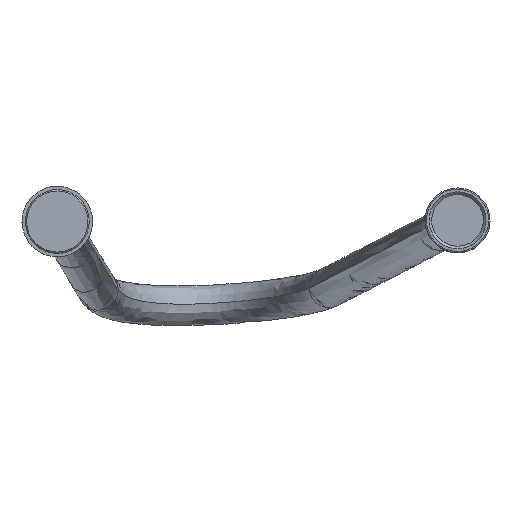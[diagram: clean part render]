
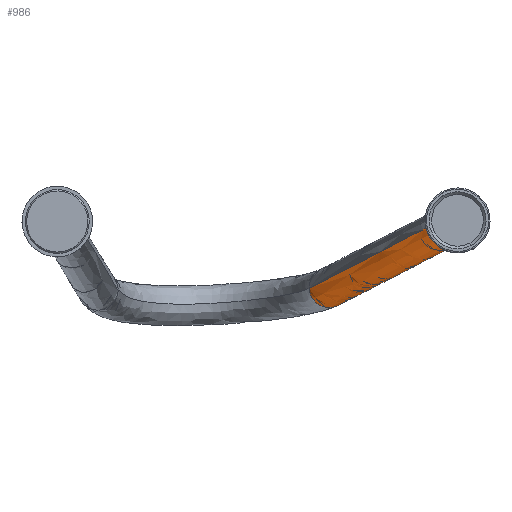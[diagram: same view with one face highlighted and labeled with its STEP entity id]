
A CAD part, top view. The second image highlights one B-rep face of the part: STEP entity #986.
In plain terms, the highlighted free-form (B-spline) face has degree [2, 2] with [5, 3] control points.
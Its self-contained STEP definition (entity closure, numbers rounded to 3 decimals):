
#361=CARTESIAN_POINT(' ',(154.694,0.307,239.6));
#362=VERTEX_POINT(' ',#361);
#401=CARTESIAN_POINT(' ',(139.906,-0.307,239.6));
#402=VERTEX_POINT(' ',#401);
#576=CARTESIAN_POINT(' ',(147.3,0.,239.6));
#581=DIRECTION(' ',(0.,0.,-1.));
#586=DIRECTION(' ',(0.999,0.041,0.));
#591=AXIS2_PLACEMENT_3D(' ',#576,#581,#586);
#596=CIRCLE('',#591,7.4);
#601=EDGE_CURVE(' ',#362,#402,#596,.T.);
#716=CARTESIAN_POINT(' ',(-3485.719,-1808.355,239.6));
#721=DIRECTION(' ',(0.445,-0.896,0.));
#726=DIRECTION(' ',(0.884,0.439,-0.161));
#731=AXIS2_PLACEMENT_3D(' ',#716,#721,#726);
#736=CIRCLE('',#731,4064.955);
#741=CARTESIAN_POINT(' ',(107.315,-23.232,-414.087));
#742=VERTEX_POINT(' ',#741);
#746=EDGE_CURVE(' ',#742,#362,#736,.T.);
#781=CARTESIAN_POINT(' ',(92.685,-23.768,-411.913));
#782=VERTEX_POINT(' ',#781);
#796=CARTESIAN_POINT(' ',(-3488.402,-1802.955,239.6));
#801=DIRECTION(' ',(0.445,-0.896,0.));
#806=DIRECTION(' ',(0.884,0.439,-0.161));
#811=AXIS2_PLACEMENT_3D(' ',#796,#801,#806);
#816=CIRCLE('',#811,4051.44);
#821=EDGE_CURVE(' ',#782,#402,#816,.T.);
#846=CARTESIAN_POINT(' ',(92.685,-23.768,-411.913));
#851=CARTESIAN_POINT(' ',(139.906,-0.307,-88.29));
#856=CARTESIAN_POINT(' ',(139.906,-0.307,239.6));
#861=CARTESIAN_POINT(' ',(93.027,-31.144,-411.428));
#866=CARTESIAN_POINT(' ',(140.213,-7.7,-88.046));
#871=CARTESIAN_POINT(' ',(140.213,-7.7,239.6));
#876=CARTESIAN_POINT(' ',(100.342,-30.876,-412.515));
#881=CARTESIAN_POINT(' ',(147.607,-7.394,-88.593));
#886=CARTESIAN_POINT(' ',(147.607,-7.394,239.6));
#891=CARTESIAN_POINT(' ',(107.657,-30.609,-413.602));
#896=CARTESIAN_POINT(' ',(155.,-7.087,-89.14));
#901=CARTESIAN_POINT(' ',(155.,-7.087,239.6));
#906=CARTESIAN_POINT(' ',(107.315,-23.232,-414.087));
#911=CARTESIAN_POINT(' ',(154.694,0.307,-89.384));
#916=CARTESIAN_POINT(' ',(154.694,0.307,239.6));
#921=(BOUNDED_SURFACE()B_SPLINE_SURFACE(2,2,((#846,#851,#856),(#861,#866,#871),(#876,#881,#886),(#891,#896,#901),(#906,#911,#916)),.UNSPECIFIED.,.F.,.F.,.U.)B_SPLINE_SURFACE_WITH_KNOTS((3,2,3),(3,3),(0.,0.5,1.),(0.,1.),.UNSPECIFIED.)GEOMETRIC_REPRESENTATION_ITEM()RATIONAL_B_SPLINE_SURFACE(((1.,0.997,1.),(0.707,0.705,0.707),(1.,0.997,1.),(0.707,0.705,0.707),(1.,0.997,1.)))REPRESENTATION_ITEM(' ')SURFACE());
#926=ORIENTED_EDGE(' ',*,*,#601,.T.);
#931=ORIENTED_EDGE(' ',*,*,#821,.F.);
#936=CARTESIAN_POINT(' ',(100.,-23.5,-413.));
#941=DIRECTION(' ',(-0.144,-0.072,-0.987));
#946=DIRECTION(' ',(0.988,0.036,-0.147));
#951=AXIS2_PLACEMENT_3D(' ',#936,#941,#946);
#956=CIRCLE('',#951,7.4);
#961=EDGE_CURVE(' ',#742,#782,#956,.T.);
#966=ORIENTED_EDGE(' ',*,*,#961,.F.);
#971=ORIENTED_EDGE(' ',*,*,#746,.T.);
#976=EDGE_LOOP(' ',(#926,#931,#966,#971));
#981=FACE_OUTER_BOUND(' ',#976,.T.);
#986=ADVANCED_FACE('',(#981),#921,.T.);
